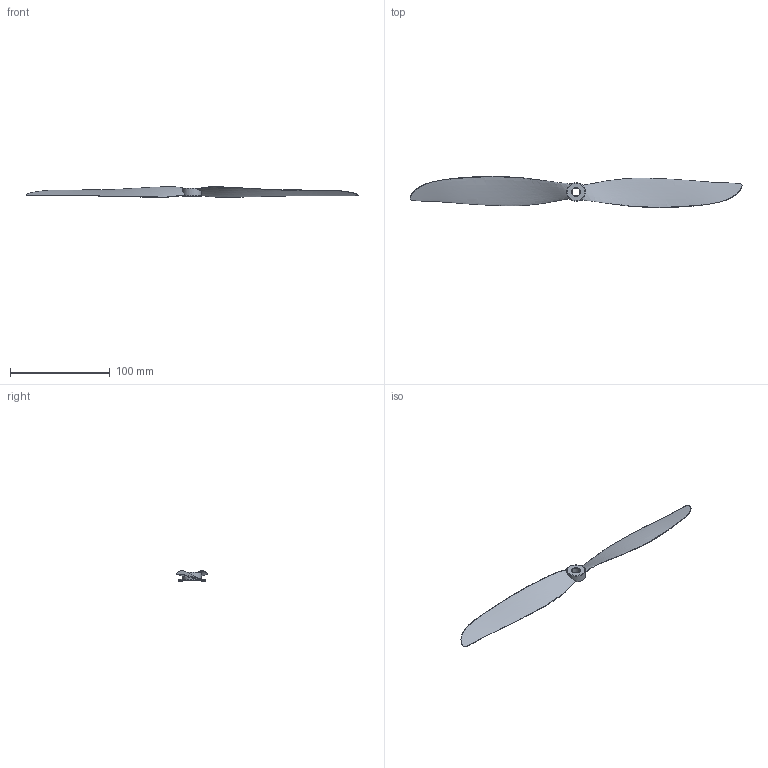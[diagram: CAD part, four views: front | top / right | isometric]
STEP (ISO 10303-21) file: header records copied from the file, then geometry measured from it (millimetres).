
FILE_DESCRIPTION(/* description */ (''),/* implementation_level */ '2;1');
FILE_NAME(/* name */ 'aeronaut_cam_1305 v1.step',/* time_stamp */ '2021-02-26T14:14:48+01:00',/* author */ (''),/* organization */ (''),/* preprocessor_version */ 'ST-DEVELOPER v18.1',/* originating_system */ 'Autodesk Translation Framework v9.7.1.1290',/* authorisation */ '');
FILE_SCHEMA (('AUTOMOTIVE_DESIGN { 1 0 10303 214 3 1 1 }'));
Length unit declared in the file: millimetre
Products named in the file (1): aeronaut_cam_1305
Bounding box: 333.05 x 31.22 x 10.61 mm (x, y, z)
Volume: 8642.9 mm3; surface area: 16615.7 mm2
Topology: 1 solids, 1 shells, 12 faces, 30 edges, 17 vertices
Faces by surface type: bspline 4, cone 2, cylinder 2, plane 2, torus 2
Full cylindrical faces by diameter (mm): 8 x1, 19 x1
Entity records: 1533 total; most frequent: CARTESIAN_POINT 1248, ORIENTED_EDGE 52, DIRECTION 45, EDGE_CURVE 26, AXIS2_PLACEMENT_3D 20, VERTEX_POINT 17, EDGE_LOOP 15, FACE_OUTER_BOUND 12
